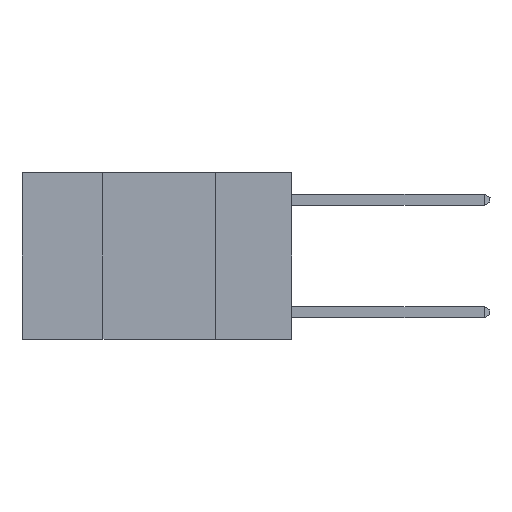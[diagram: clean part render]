
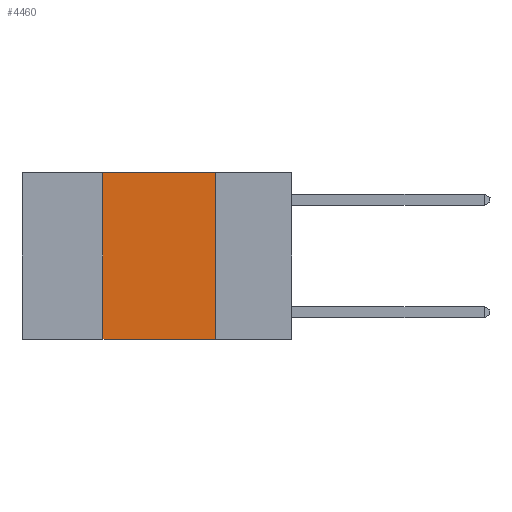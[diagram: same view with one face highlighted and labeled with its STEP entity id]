
A CAD part, left-side view. The second image highlights one B-rep face of the part: STEP entity #4460.
In plain terms, the highlighted planar face has unit normal (-1, 0, 0).
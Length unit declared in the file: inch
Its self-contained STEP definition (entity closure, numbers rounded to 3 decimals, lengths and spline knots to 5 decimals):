
#878 = CARTESIAN_POINT ( 'NONE',  ( 0., 0.42, 0. ) ) ;
#1765 = EDGE_CURVE ( 'NONE', #15079, #4466, #20700, .T. ) ;
#3382 = EDGE_CURVE ( 'NONE', #9464, #15079, #19878, .T. ) ;
#3507 = CARTESIAN_POINT ( 'NONE',  ( 0., 0.6, 0. ) ) ;
#3794 = DIRECTION ( 'NONE',  ( 0., 0., -1. ) ) ;
#4139 = CARTESIAN_POINT ( 'NONE',  ( 0., 0.17, -0.37 ) ) ;
#4460 = ADVANCED_FACE ( 'NONE', ( #22178 ), #5804, .F. ) ;
#4466 = VERTEX_POINT ( 'NONE', #4139 ) ;
#5804 = PLANE ( 'NONE',  #17202 ) ;
#6337 = VECTOR ( 'NONE', #14011, 39.37008 ) ;
#6535 = ORIENTED_EDGE ( 'NONE', *, *, #1765, .F. ) ;
#6973 = DIRECTION ( 'NONE',  ( 0., -1., 0. ) ) ;
#7833 = VECTOR ( 'NONE', #22968, 39.37008 ) ;
#7914 = DIRECTION ( 'NONE',  ( 0., 0., -1. ) ) ;
#9285 = VECTOR ( 'NONE', #6973, 39.37008 ) ;
#9464 = VERTEX_POINT ( 'NONE', #10894 ) ;
#9795 = EDGE_CURVE ( 'NONE', #14123, #4466, #15903, .T. ) ;
#10894 = CARTESIAN_POINT ( 'NONE',  ( 0., 0.42, 0. ) ) ;
#11423 = CARTESIAN_POINT ( 'NONE',  ( 0., 0.6, 0. ) ) ;
#12091 = CARTESIAN_POINT ( 'NONE',  ( 0., 0.6, -0.37 ) ) ;
#13098 = DIRECTION ( 'NONE',  ( 1., 0., 0. ) ) ;
#13604 = CARTESIAN_POINT ( 'NONE',  ( 0., 0.42, -0.37 ) ) ;
#14011 = DIRECTION ( 'NONE',  ( 0., 0., 1. ) ) ;
#14046 = CARTESIAN_POINT ( 'NONE',  ( 0., 0.17, 0. ) ) ;
#14123 = VERTEX_POINT ( 'NONE', #13604 ) ;
#15053 = ORIENTED_EDGE ( 'NONE', *, *, #21644, .F. ) ;
#15079 = VERTEX_POINT ( 'NONE', #14046 ) ;
#15098 = EDGE_LOOP ( 'NONE', ( #6535, #15100, #15053, #22719 ) ) ;
#15100 = ORIENTED_EDGE ( 'NONE', *, *, #3382, .F. ) ;
#15903 = LINE ( 'NONE', #12091, #7833 ) ;
#16235 = VECTOR ( 'NONE', #7914, 39.37008 ) ;
#17202 = AXIS2_PLACEMENT_3D ( 'NONE', #11423, #13098, #3794 ) ;
#18901 = CARTESIAN_POINT ( 'NONE',  ( 0., 0.17, 0. ) ) ;
#19878 = LINE ( 'NONE', #3507, #9285 ) ;
#20700 = LINE ( 'NONE', #18901, #16235 ) ;
#20954 = LINE ( 'NONE', #878, #6337 ) ;
#21644 = EDGE_CURVE ( 'NONE', #14123, #9464, #20954, .T. ) ;
#22178 = FACE_OUTER_BOUND ( 'NONE', #15098, .T. ) ;
#22719 = ORIENTED_EDGE ( 'NONE', *, *, #9795, .T. ) ;
#22968 = DIRECTION ( 'NONE',  ( 0., -1., 0. ) ) ;
